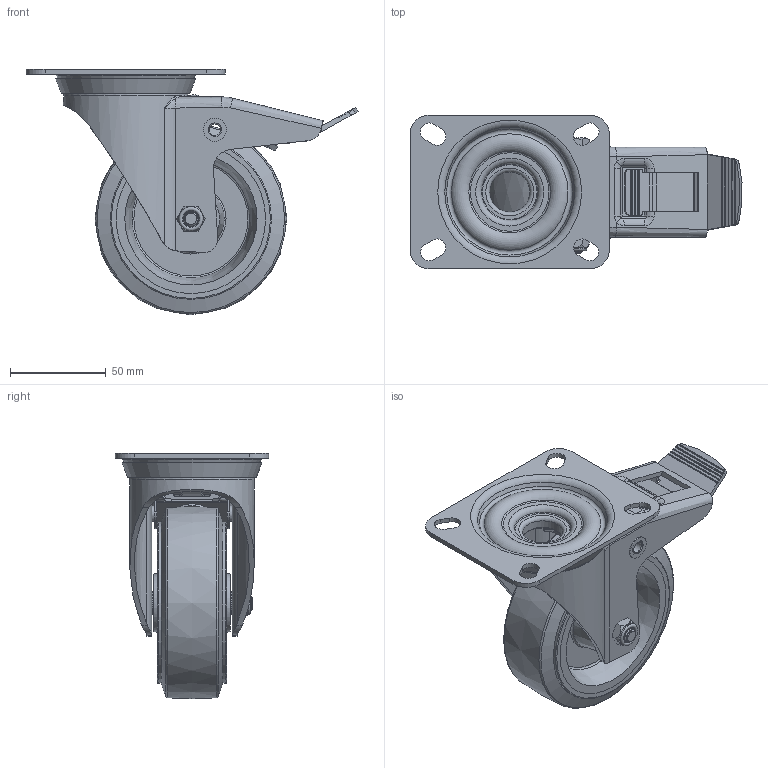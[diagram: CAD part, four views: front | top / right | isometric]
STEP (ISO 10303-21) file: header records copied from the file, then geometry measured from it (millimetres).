
FILE_DESCRIPTION(/* description */ (''),/* implementation_level */ '2;1');
FILE_NAME(/* name */ 'V42Q100BNRP04.step',/* time_stamp */ '2025-06-24T09:27:31+01:00',/* author */ (''),/* organization */ (''),/* preprocessor_version */ 'ST-DEVELOPER v20.1',/* originating_system */ 'Autodesk Translation Framework v14.10.0.0',/* authorisation */ '');
FILE_SCHEMA (('AUTOMOTIVE_DESIGN { 1 0 10303 214 3 1 1 }'));
Products named in the file (29): V42Q100BNRP04; BRACKET; FORKS; 4CUN-SSZJ-25; 4CUN-SCZJ_ASM; 4CUN-MP; 4CUN-MP-TIAOJIEMD; 4CUN-ZS; 4CUN-MPTJLS; MP-MD; TOP PLATE; GQ5; SSXG; 4CUN-FK-25; JQ; GQ6; 4CUN-LSLZ; FANGSONGLUOMU_ASM; LUOMU; LANJIAOXIN; TUBEM12X40 v1; ZINC PLATED STEEL TUBE; BZMM100WRNRB v1; 75 SHORE A ELASTIC RUBBER TYRE; NYLON RIM; ROLLER BEARING; CAGE; ribs; Component2
Assembly tree (36 placements, depth 5):
  V42Q100BNRP04
    BRACKET
      FORKS
        4CUN-SSZJ-25
        4CUN-SCZJ_ASM
          4CUN-MP
          4CUN-MP-TIAOJIEMD
        4CUN-ZS
        MP-MD  x2
        4CUN-MPTJLS
      TOP PLATE
        GQ5
        SSXG
        4CUN-FK-25
        JQ
        GQ6
      4CUN-LSLZ
      FANGSONGLUOMU_ASM
        LUOMU
        LANJIAOXIN
    TUBEM12X40 v1
      ZINC PLATED STEEL TUBE
    BZMM100WRNRB v1
      75 SHORE A ELASTIC RUBBER TYRE
      NYLON RIM
      ROLLER BEARING
        CAGE
        ribs
          Component2  x8
Bounding box: 173.17 x 80 x 128.01 mm (x, y, z)
Volume: 291749.4 mm3; surface area: 151067.1 mm2
Topology: 66 solids, 86 shells, 1123 faces, 3054 edges, 1989 vertices
Faces by surface type: plane 495, cylinder 373, bspline 108, torus 51, cone 51, sphere 45
Full cylindrical faces by diameter (mm): 3.2 x2, 3.75 x8, 6 x2, 6.5 x17, 6.8 x16, 8 x3, 8.4 x1, 8.5 x9, 10 x5, 11.3 x1, 11.5 x2, 11.9 x1, 12 x2, 12.5 x2, 14 x1, 16 x1, 19 x1, 19.5 x1, 20 x1, 21 x1, 24.6 x1, 25 x1, 26 x1, 28 x1, 34.5 x1, 41.8 x1, 56 x1, 65 x1, 78 x2, 84 x2
Entity records: 48917 total; most frequent: CARTESIAN_POINT 20797, ORIENTED_EDGE 5780, DIRECTION 5610, EDGE_CURVE 2936, AXIS2_PLACEMENT_3D 2128, VERTEX_POINT 1965, LINE 1354, VECTOR 1354
